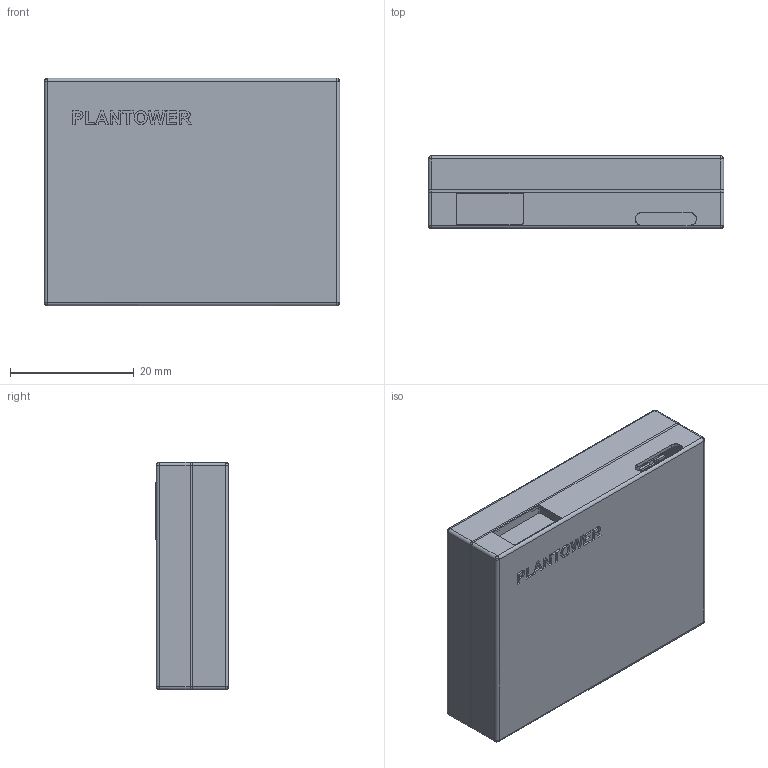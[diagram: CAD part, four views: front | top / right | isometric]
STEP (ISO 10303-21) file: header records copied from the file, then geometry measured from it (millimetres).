
FILE_DESCRIPTION(('FreeCAD Model'),'2;1');
FILE_NAME( 'PMS7003.step', '2018-04-23T11:02:53',('kicad StepUp'),('ksu MCAD'), 'Open CASCADE STEP processor 6.8','FreeCAD','Unknown');
FILE_SCHEMA(('AUTOMOTIVE_DESIGN_CC2 { 1 2 10303 214 -1 1 5 4 }'));
Length unit declared in the file: millimetre
Products named in the file (1): PMS7003
Bounding box: 47.7 x 11.8 x 36.7 mm (x, y, z)
Volume: 2732.8 mm3; surface area: 10867.1 mm2
Topology: 2 solids, 2 shells, 432 faces, 1134 edges, 724 vertices
Faces by surface type: plane 308, bspline 67, cylinder 57
Entity records: 16794 total; most frequent: CARTESIAN_POINT 3520, ORIENTED_EDGE 2236, DIRECTION 1884, EDGE_CURVE 1118, LINE 860, VECTOR 860, VERTEX_POINT 724, AXIS2_PLACEMENT_3D 512
